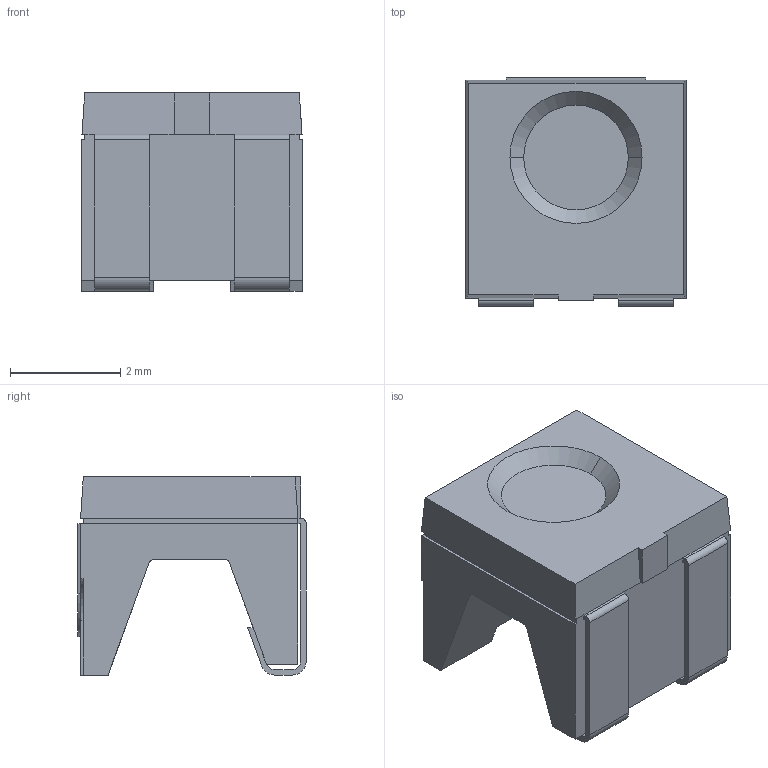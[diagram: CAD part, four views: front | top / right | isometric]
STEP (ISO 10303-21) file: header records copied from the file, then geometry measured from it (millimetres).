
FILE_DESCRIPTION (( 'STEP AP214' ), '1' );
FILE_NAME ('AA4040.STEP', '2020-01-29T22:51:50', ( '' ), ( '' ), 'SwSTEP 2.0', 'SolidWorks 2014', '' );
FILE_SCHEMA (( 'AUTOMOTIVE_DESIGN' ));
Length unit declared in the file: millimetre
Products named in the file (1): AA4040
Bounding box: 4 x 4.15 x 3.6 mm (x, y, z)
Volume: 37.2 mm3; surface area: 115.3 mm2
Topology: 2 solids, 2 shells, 95 faces, 265 edges, 174 vertices
Faces by surface type: plane 66, cylinder 17, bspline 8, cone 4
Entity records: 4067 total; most frequent: CARTESIAN_POINT 917, ORIENTED_EDGE 530, DIRECTION 455, EDGE_CURVE 265, LINE 207, VECTOR 207, VERTEX_POINT 174, AXIS2_PLACEMENT_3D 124
